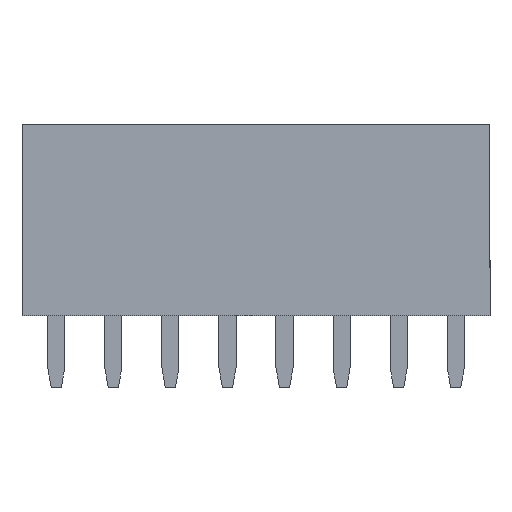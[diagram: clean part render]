
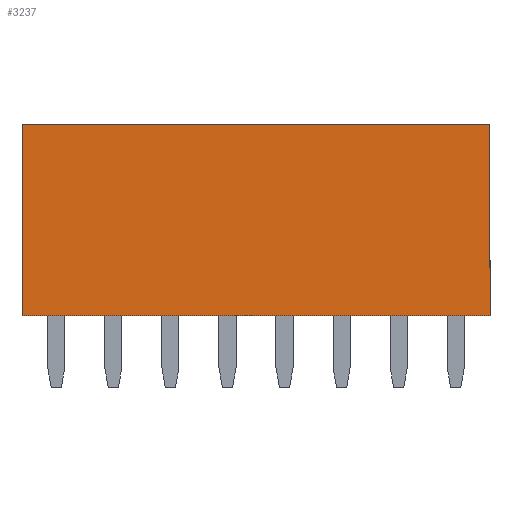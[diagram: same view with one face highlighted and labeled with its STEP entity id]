
A CAD part, top view. The second image highlights one B-rep face of the part: STEP entity #3237.
In plain terms, the highlighted planar face has unit normal (0, 0, 1).
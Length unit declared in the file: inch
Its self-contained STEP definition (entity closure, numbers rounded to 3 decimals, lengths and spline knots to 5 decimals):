
#233 = VERTEX_POINT ( 'NONE', #6720 ) ;
#579 = EDGE_CURVE ( 'NONE', #233, #3800, #6986, .T. ) ;
#792 = CARTESIAN_POINT ( 'NONE',  ( -0.41, 0.335, 0.05 ) ) ;
#880 = VECTOR ( 'NONE', #2030, 39.37008 ) ;
#897 = ORIENTED_EDGE ( 'NONE', *, *, #5957, .T. ) ;
#955 = VERTEX_POINT ( 'NONE', #6427 ) ;
#1262 = VERTEX_POINT ( 'NONE', #2047 ) ;
#1301 = EDGE_CURVE ( 'NONE', #1262, #3800, #5686, .T. ) ;
#1473 = CARTESIAN_POINT ( 'NONE',  ( -0.41, 0., 0.05 ) ) ;
#1485 = ORIENTED_EDGE ( 'NONE', *, *, #1585, .F. ) ;
#1585 = EDGE_CURVE ( 'NONE', #955, #1262, #2237, .T. ) ;
#2030 = DIRECTION ( 'NONE',  ( 1., 0., 0. ) ) ;
#2047 = CARTESIAN_POINT ( 'NONE',  ( 0.41, 0.335, 0.05 ) ) ;
#2237 = LINE ( 'NONE', #6948, #3430 ) ;
#3237 = ADVANCED_FACE ( 'NONE', ( #6667 ), #4176, .F. ) ;
#3430 = VECTOR ( 'NONE', #3527, 39.37008 ) ;
#3527 = DIRECTION ( 'NONE',  ( 1., 0., 0. ) ) ;
#3712 = ORIENTED_EDGE ( 'NONE', *, *, #1301, .F. ) ;
#3800 = VERTEX_POINT ( 'NONE', #4533 ) ;
#4176 = PLANE ( 'NONE',  #6981 ) ;
#4221 = DIRECTION ( 'NONE',  ( -1., 0., 0. ) ) ;
#4404 = LINE ( 'NONE', #5519, #7243 ) ;
#4407 = EDGE_LOOP ( 'NONE', ( #3712, #1485, #897, #6712 ) ) ;
#4533 = CARTESIAN_POINT ( 'NONE',  ( 0.41, 0., 0.05 ) ) ;
#5243 = VECTOR ( 'NONE', #6064, 39.37008 ) ;
#5496 = CARTESIAN_POINT ( 'NONE',  ( 0.41, 0.335, 0.05 ) ) ;
#5519 = CARTESIAN_POINT ( 'NONE',  ( -0.41, 0.335, 0.05 ) ) ;
#5686 = LINE ( 'NONE', #5496, #5243 ) ;
#5943 = DIRECTION ( 'NONE',  ( 0., 0., -1. ) ) ;
#5957 = EDGE_CURVE ( 'NONE', #955, #233, #4404, .T. ) ;
#6064 = DIRECTION ( 'NONE',  ( 0., -1., 0. ) ) ;
#6427 = CARTESIAN_POINT ( 'NONE',  ( -0.41, 0.335, 0.05 ) ) ;
#6593 = DIRECTION ( 'NONE',  ( 0., -1., 0. ) ) ;
#6667 = FACE_OUTER_BOUND ( 'NONE', #4407, .T. ) ;
#6712 = ORIENTED_EDGE ( 'NONE', *, *, #579, .T. ) ;
#6720 = CARTESIAN_POINT ( 'NONE',  ( -0.41, 0., 0.05 ) ) ;
#6948 = CARTESIAN_POINT ( 'NONE',  ( 0.41, 0.335, 0.05 ) ) ;
#6981 = AXIS2_PLACEMENT_3D ( 'NONE', #792, #5943, #4221 ) ;
#6986 = LINE ( 'NONE', #1473, #880 ) ;
#7243 = VECTOR ( 'NONE', #6593, 39.37008 ) ;
